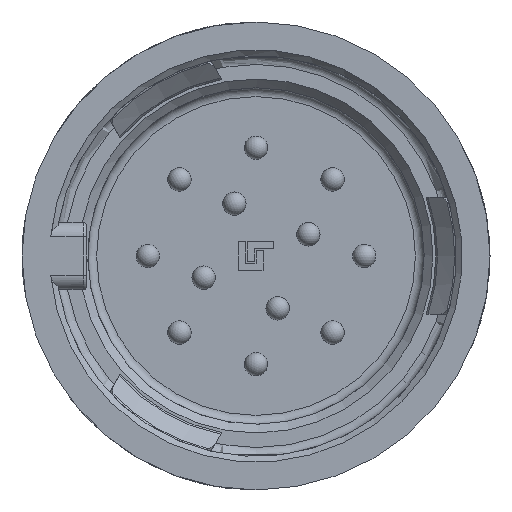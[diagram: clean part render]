
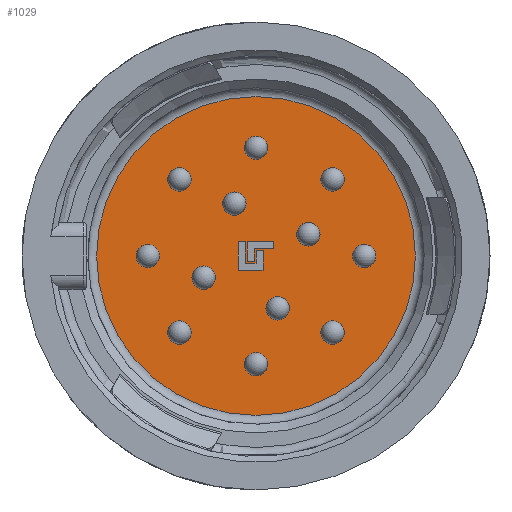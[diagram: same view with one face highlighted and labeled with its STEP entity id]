
A CAD part, left-side view. The second image highlights one B-rep face of the part: STEP entity #1029.
In plain terms, the highlighted planar face has unit normal (-1, 0, 0).
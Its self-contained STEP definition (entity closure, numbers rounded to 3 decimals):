
#298=FACE_BOUND('',#1841,.T.);
#299=FACE_BOUND('',#1842,.T.);
#300=FACE_BOUND('',#1843,.T.);
#301=FACE_BOUND('',#1844,.T.);
#302=FACE_BOUND('',#1845,.T.);
#303=FACE_BOUND('',#1846,.T.);
#304=FACE_BOUND('',#1847,.T.);
#305=FACE_BOUND('',#1848,.T.);
#306=FACE_BOUND('',#1849,.T.);
#307=FACE_BOUND('',#1850,.T.);
#308=FACE_BOUND('',#1851,.T.);
#309=FACE_BOUND('',#1852,.T.);
#310=FACE_BOUND('',#1853,.T.);
#311=FACE_BOUND('',#1854,.T.);
#312=FACE_BOUND('',#1855,.T.);
#457=PLANE('',#6428);
#1029=ADVANCED_FACE('',(#298,#299,#300,#301,#302,#303,#304,#305,#306,#307,
#308,#309,#310,#311,#312),#457,.F.);
#1841=EDGE_LOOP('',(#2771));
#1842=EDGE_LOOP('',(#2772));
#1843=EDGE_LOOP('',(#2773));
#1844=EDGE_LOOP('',(#2774));
#1845=EDGE_LOOP('',(#2775));
#1846=EDGE_LOOP('',(#2776));
#1847=EDGE_LOOP('',(#2777));
#1848=EDGE_LOOP('',(#2778));
#1849=EDGE_LOOP('',(#2779));
#1850=EDGE_LOOP('',(#2780));
#1851=EDGE_LOOP('',(#2781));
#1852=EDGE_LOOP('',(#2782));
#1853=EDGE_LOOP('',(#2783));
#1854=EDGE_LOOP('',(#2784,#2785,#2786,#2787,#2788,#2789));
#1855=EDGE_LOOP('',(#2790,#2791,#2792,#2793,#2794,#2795,#2796,#2797));
#2341=CIRCLE('',#6415,0.4);
#2342=CIRCLE('',#6416,0.4);
#2343=CIRCLE('',#6417,0.4);
#2344=CIRCLE('',#6418,0.4);
#2345=CIRCLE('',#6419,0.4);
#2346=CIRCLE('',#6420,0.4);
#2347=CIRCLE('',#6421,0.4);
#2348=CIRCLE('',#6422,0.4);
#2349=CIRCLE('',#6423,0.4);
#2350=CIRCLE('',#6424,0.4);
#2351=CIRCLE('',#6425,0.4);
#2352=CIRCLE('',#6426,0.4);
#2353=CIRCLE('',#6427,5.45);
#2771=ORIENTED_EDGE('',*,*,#4999,.T.);
#2772=ORIENTED_EDGE('',*,*,#5000,.T.);
#2773=ORIENTED_EDGE('',*,*,#5001,.T.);
#2774=ORIENTED_EDGE('',*,*,#5002,.T.);
#2775=ORIENTED_EDGE('',*,*,#5003,.T.);
#2776=ORIENTED_EDGE('',*,*,#5004,.T.);
#2777=ORIENTED_EDGE('',*,*,#5005,.T.);
#2778=ORIENTED_EDGE('',*,*,#5006,.T.);
#2779=ORIENTED_EDGE('',*,*,#5007,.T.);
#2780=ORIENTED_EDGE('',*,*,#5008,.T.);
#2781=ORIENTED_EDGE('',*,*,#5009,.T.);
#2782=ORIENTED_EDGE('',*,*,#5010,.T.);
#2783=ORIENTED_EDGE('',*,*,#5011,.T.);
#2784=ORIENTED_EDGE('',*,*,#5012,.T.);
#2785=ORIENTED_EDGE('',*,*,#5013,.T.);
#2786=ORIENTED_EDGE('',*,*,#5014,.T.);
#2787=ORIENTED_EDGE('',*,*,#5015,.T.);
#2788=ORIENTED_EDGE('',*,*,#5016,.T.);
#2789=ORIENTED_EDGE('',*,*,#5017,.T.);
#2790=ORIENTED_EDGE('',*,*,#5018,.T.);
#2791=ORIENTED_EDGE('',*,*,#5019,.T.);
#2792=ORIENTED_EDGE('',*,*,#5020,.T.);
#2793=ORIENTED_EDGE('',*,*,#5021,.T.);
#2794=ORIENTED_EDGE('',*,*,#5022,.T.);
#2795=ORIENTED_EDGE('',*,*,#5023,.T.);
#2796=ORIENTED_EDGE('',*,*,#5024,.T.);
#2797=ORIENTED_EDGE('',*,*,#5025,.T.);
#4398=VERTEX_POINT('',#9062);
#4399=VERTEX_POINT('',#9064);
#4400=VERTEX_POINT('',#9066);
#4401=VERTEX_POINT('',#9068);
#4402=VERTEX_POINT('',#9070);
#4403=VERTEX_POINT('',#9072);
#4404=VERTEX_POINT('',#9074);
#4405=VERTEX_POINT('',#9076);
#4406=VERTEX_POINT('',#9078);
#4407=VERTEX_POINT('',#9080);
#4408=VERTEX_POINT('',#9082);
#4409=VERTEX_POINT('',#9084);
#4410=VERTEX_POINT('',#9086);
#4411=VERTEX_POINT('',#9088);
#4412=VERTEX_POINT('',#9089);
#4413=VERTEX_POINT('',#9091);
#4414=VERTEX_POINT('',#9093);
#4415=VERTEX_POINT('',#9095);
#4416=VERTEX_POINT('',#9097);
#4417=VERTEX_POINT('',#9100);
#4418=VERTEX_POINT('',#9101);
#4419=VERTEX_POINT('',#9103);
#4420=VERTEX_POINT('',#9105);
#4421=VERTEX_POINT('',#9107);
#4422=VERTEX_POINT('',#9109);
#4423=VERTEX_POINT('',#9111);
#4424=VERTEX_POINT('',#9113);
#4999=EDGE_CURVE('',#4398,#4398,#2341,.T.);
#5000=EDGE_CURVE('',#4399,#4399,#2342,.T.);
#5001=EDGE_CURVE('',#4400,#4400,#2343,.T.);
#5002=EDGE_CURVE('',#4401,#4401,#2344,.T.);
#5003=EDGE_CURVE('',#4402,#4402,#2345,.T.);
#5004=EDGE_CURVE('',#4403,#4403,#2346,.T.);
#5005=EDGE_CURVE('',#4404,#4404,#2347,.T.);
#5006=EDGE_CURVE('',#4405,#4405,#2348,.T.);
#5007=EDGE_CURVE('',#4406,#4406,#2349,.T.);
#5008=EDGE_CURVE('',#4407,#4407,#2350,.T.);
#5009=EDGE_CURVE('',#4408,#4408,#2351,.T.);
#5010=EDGE_CURVE('',#4409,#4409,#2352,.T.);
#5011=EDGE_CURVE('',#4410,#4410,#2353,.T.);
#5012=EDGE_CURVE('',#4411,#4412,#5733,.T.);
#5013=EDGE_CURVE('',#4412,#4413,#5734,.T.);
#5014=EDGE_CURVE('',#4413,#4414,#5735,.T.);
#5015=EDGE_CURVE('',#4414,#4415,#5736,.T.);
#5016=EDGE_CURVE('',#4415,#4416,#5737,.T.);
#5017=EDGE_CURVE('',#4416,#4411,#5738,.T.);
#5018=EDGE_CURVE('',#4417,#4418,#5739,.T.);
#5019=EDGE_CURVE('',#4418,#4419,#5740,.T.);
#5020=EDGE_CURVE('',#4419,#4420,#5741,.T.);
#5021=EDGE_CURVE('',#4420,#4421,#5742,.T.);
#5022=EDGE_CURVE('',#4421,#4422,#5743,.T.);
#5023=EDGE_CURVE('',#4422,#4423,#5744,.T.);
#5024=EDGE_CURVE('',#4423,#4424,#5745,.T.);
#5025=EDGE_CURVE('',#4424,#4417,#5746,.T.);
#5733=LINE('',#9087,#6014);
#5734=LINE('',#9090,#6015);
#5735=LINE('',#9092,#6016);
#5736=LINE('',#9094,#6017);
#5737=LINE('',#9096,#6018);
#5738=LINE('',#9098,#6019);
#5739=LINE('',#9099,#6020);
#5740=LINE('',#9102,#6021);
#5741=LINE('',#9104,#6022);
#5742=LINE('',#9106,#6023);
#5743=LINE('',#9108,#6024);
#5744=LINE('',#9110,#6025);
#5745=LINE('',#9112,#6026);
#5746=LINE('',#9114,#6027);
#6014=VECTOR('',#7145,1.);
#6015=VECTOR('',#7146,1.);
#6016=VECTOR('',#7147,1.);
#6017=VECTOR('',#7148,1.);
#6018=VECTOR('',#7149,1.);
#6019=VECTOR('',#7150,1.);
#6020=VECTOR('',#7151,1.);
#6021=VECTOR('',#7152,1.);
#6022=VECTOR('',#7153,1.);
#6023=VECTOR('',#7154,1.);
#6024=VECTOR('',#7155,1.);
#6025=VECTOR('',#7156,1.);
#6026=VECTOR('',#7157,1.);
#6027=VECTOR('',#7158,1.);
#6415=AXIS2_PLACEMENT_3D('',#9061,#7119,#7120);
#6416=AXIS2_PLACEMENT_3D('',#9063,#7121,#7122);
#6417=AXIS2_PLACEMENT_3D('',#9065,#7123,#7124);
#6418=AXIS2_PLACEMENT_3D('',#9067,#7125,#7126);
#6419=AXIS2_PLACEMENT_3D('',#9069,#7127,#7128);
#6420=AXIS2_PLACEMENT_3D('',#9071,#7129,#7130);
#6421=AXIS2_PLACEMENT_3D('',#9073,#7131,#7132);
#6422=AXIS2_PLACEMENT_3D('',#9075,#7133,#7134);
#6423=AXIS2_PLACEMENT_3D('',#9077,#7135,#7136);
#6424=AXIS2_PLACEMENT_3D('',#9079,#7137,#7138);
#6425=AXIS2_PLACEMENT_3D('',#9081,#7139,#7140);
#6426=AXIS2_PLACEMENT_3D('',#9083,#7141,#7142);
#6427=AXIS2_PLACEMENT_3D('',#9085,#7143,#7144);
#6428=AXIS2_PLACEMENT_3D('',#9115,#7159,#7160);
#7119=DIRECTION('',(1.,0.,0.));
#7120=DIRECTION('',(0.,0.,-1.));
#7121=DIRECTION('',(1.,0.,0.));
#7122=DIRECTION('',(0.,0.,-1.));
#7123=DIRECTION('',(1.,0.,0.));
#7124=DIRECTION('',(0.,0.,-1.));
#7125=DIRECTION('',(1.,0.,0.));
#7126=DIRECTION('',(0.,0.,-1.));
#7127=DIRECTION('',(1.,0.,0.));
#7128=DIRECTION('',(0.,0.,-1.));
#7129=DIRECTION('',(1.,0.,0.));
#7130=DIRECTION('',(0.,0.,-1.));
#7131=DIRECTION('',(1.,0.,0.));
#7132=DIRECTION('',(0.,0.,-1.));
#7133=DIRECTION('',(1.,0.,0.));
#7134=DIRECTION('',(0.,0.,-1.));
#7135=DIRECTION('',(1.,0.,0.));
#7136=DIRECTION('',(0.,0.,-1.));
#7137=DIRECTION('',(1.,0.,0.));
#7138=DIRECTION('',(0.,0.,-1.));
#7139=DIRECTION('',(1.,0.,0.));
#7140=DIRECTION('',(0.,0.,-1.));
#7141=DIRECTION('',(1.,0.,0.));
#7142=DIRECTION('',(0.,0.,-1.));
#7143=DIRECTION('',(-1.,0.,0.));
#7144=DIRECTION('',(0.,0.,-1.));
#7145=DIRECTION('',(0.,0.,1.));
#7146=DIRECTION('',(0.,-1.,0.));
#7147=DIRECTION('',(0.,0.,-1.));
#7148=DIRECTION('',(0.,1.,0.));
#7149=DIRECTION('',(0.,0.,-1.));
#7150=DIRECTION('',(0.,1.,0.));
#7151=DIRECTION('',(0.,1.,0.));
#7152=DIRECTION('',(0.,0.,1.));
#7153=DIRECTION('',(0.,-1.,0.));
#7154=DIRECTION('',(0.,0.,-1.));
#7155=DIRECTION('',(0.,-1.,0.));
#7156=DIRECTION('',(0.,0.,1.));
#7157=DIRECTION('',(0.,-1.,0.));
#7158=DIRECTION('',(0.,0.,-1.));
#7159=DIRECTION('',(1.,0.,0.));
#7160=DIRECTION('',(0.,0.,1.));
#9061=CARTESIAN_POINT('',(10.4,0.,3.7));
#9062=CARTESIAN_POINT('',(10.4,0.,3.3));
#9063=CARTESIAN_POINT('',(10.4,-2.616,2.616));
#9064=CARTESIAN_POINT('',(10.4,-2.616,2.216));
#9065=CARTESIAN_POINT('',(10.4,2.616,2.616));
#9066=CARTESIAN_POINT('',(10.4,2.616,2.216));
#9067=CARTESIAN_POINT('',(10.4,0.74,1.79));
#9068=CARTESIAN_POINT('',(10.4,0.74,1.39));
#9069=CARTESIAN_POINT('',(10.4,-1.79,0.74));
#9070=CARTESIAN_POINT('',(10.4,-1.79,0.34));
#9071=CARTESIAN_POINT('',(10.4,-3.7,0.));
#9072=CARTESIAN_POINT('',(10.4,-3.7,-0.4));
#9073=CARTESIAN_POINT('',(10.4,3.7,0.));
#9074=CARTESIAN_POINT('',(10.4,3.7,-0.4));
#9075=CARTESIAN_POINT('',(10.4,1.79,-0.74));
#9076=CARTESIAN_POINT('',(10.4,1.79,-1.14));
#9077=CARTESIAN_POINT('',(10.4,-0.74,-1.79));
#9078=CARTESIAN_POINT('',(10.4,-0.74,-2.19));
#9079=CARTESIAN_POINT('',(10.4,-2.616,-2.616));
#9080=CARTESIAN_POINT('',(10.4,-2.616,-3.016));
#9081=CARTESIAN_POINT('',(10.4,2.616,-2.616));
#9082=CARTESIAN_POINT('',(10.4,2.616,-3.016));
#9083=CARTESIAN_POINT('',(10.4,0.,-3.7));
#9084=CARTESIAN_POINT('',(10.4,0.,-4.1));
#9085=CARTESIAN_POINT('',(10.4,0.,0.));
#9086=CARTESIAN_POINT('',(10.4,0.,-5.45));
#9087=CARTESIAN_POINT('',(10.4,0.3,-0.19));
#9088=CARTESIAN_POINT('',(10.4,0.3,-0.19));
#9089=CARTESIAN_POINT('',(10.4,0.3,0.49));
#9090=CARTESIAN_POINT('',(10.4,0.3,0.49));
#9091=CARTESIAN_POINT('',(10.4,-0.6,0.49));
#9092=CARTESIAN_POINT('',(10.4,-0.6,0.49));
#9093=CARTESIAN_POINT('',(10.4,-0.6,0.25));
#9094=CARTESIAN_POINT('',(10.4,-0.6,0.25));
#9095=CARTESIAN_POINT('',(10.4,0.06,0.25));
#9096=CARTESIAN_POINT('',(10.4,0.06,0.25));
#9097=CARTESIAN_POINT('',(10.4,0.06,-0.19));
#9098=CARTESIAN_POINT('',(10.4,0.06,-0.19));
#9099=CARTESIAN_POINT('',(10.4,-0.24,-0.49));
#9100=CARTESIAN_POINT('',(10.4,-0.24,-0.49));
#9101=CARTESIAN_POINT('',(10.4,0.6,-0.49));
#9102=CARTESIAN_POINT('',(10.4,0.6,-0.49));
#9103=CARTESIAN_POINT('',(10.4,0.6,0.49));
#9104=CARTESIAN_POINT('',(10.4,0.6,0.49));
#9105=CARTESIAN_POINT('',(10.4,0.36,0.49));
#9106=CARTESIAN_POINT('',(10.4,0.36,0.49));
#9107=CARTESIAN_POINT('',(10.4,0.36,-0.25));
#9108=CARTESIAN_POINT('',(10.4,0.36,-0.25));
#9109=CARTESIAN_POINT('',(10.4,0.,-0.25));
#9110=CARTESIAN_POINT('',(10.4,0.,-0.25));
#9111=CARTESIAN_POINT('',(10.4,0.,0.19));
#9112=CARTESIAN_POINT('',(10.4,0.,0.19));
#9113=CARTESIAN_POINT('',(10.4,-0.24,0.19));
#9114=CARTESIAN_POINT('',(10.4,-0.24,0.19));
#9115=CARTESIAN_POINT('',(10.4,0.,0.));
